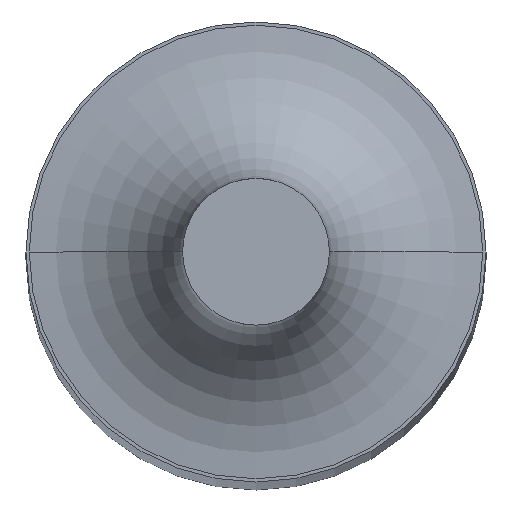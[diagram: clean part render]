
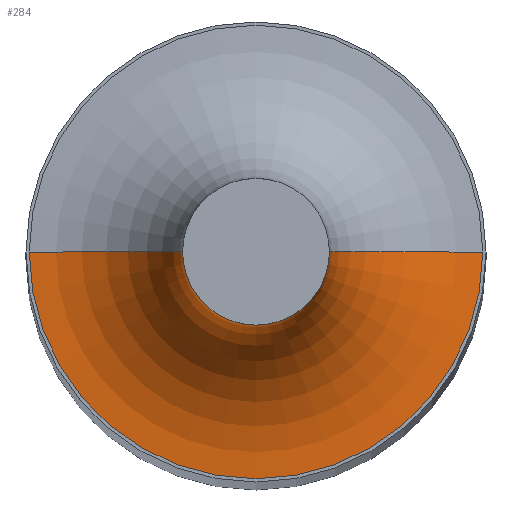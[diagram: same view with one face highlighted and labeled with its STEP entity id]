
A CAD part, top view. The second image highlights one B-rep face of the part: STEP entity #284.
In plain terms, the highlighted toroidal (fillet/blend) face has major radius 2.347 mm and minor radius 1.587 mm.
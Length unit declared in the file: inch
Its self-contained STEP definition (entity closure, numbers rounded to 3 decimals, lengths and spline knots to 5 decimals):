
#20 = EDGE_CURVE ( 'NONE', #43, #265, #238, .T. ) ;
#27 = CARTESIAN_POINT ( 'NONE',  ( 0., 0., 1.995 ) ) ;
#35 = ORIENTED_EDGE ( 'NONE', *, *, #319, .F. ) ;
#37 = ORIENTED_EDGE ( 'NONE', *, *, #49, .F. ) ;
#43 = VERTEX_POINT ( 'NONE', #376 ) ;
#49 = EDGE_CURVE ( 'NONE', #98, #340, #272, .T. ) ;
#50 = DIRECTION ( 'NONE',  ( 0., 1., 0. ) ) ;
#53 = TOROIDAL_SURFACE ( 'NONE', #154, 0.09241, 0.0625 ) ;
#82 = EDGE_CURVE ( 'NONE', #98, #43, #199, .T. ) ;
#93 = DIRECTION ( 'NONE',  ( -1., 0., 0. ) ) ;
#98 = VERTEX_POINT ( 'NONE', #314 ) ;
#130 = AXIS2_PLACEMENT_3D ( 'NONE', #403, #152, #374 ) ;
#131 = CIRCLE ( 'NONE', #375, 0.09241 ) ;
#140 = EDGE_LOOP ( 'NONE', ( #37, #147, #203, #35 ) ) ;
#147 = ORIENTED_EDGE ( 'NONE', *, *, #82, .T. ) ;
#152 = DIRECTION ( 'NONE',  ( 0., 0., -1. ) ) ;
#154 = AXIS2_PLACEMENT_3D ( 'NONE', #27, #202, #408 ) ;
#155 = CARTESIAN_POINT ( 'NONE',  ( -0.09241, 0., 1.9325 ) ) ;
#169 = CARTESIAN_POINT ( 'NONE',  ( 0., 0., 1.9325 ) ) ;
#194 = FACE_OUTER_BOUND ( 'NONE', #140, .T. ) ;
#199 = CIRCLE ( 'NONE', #130, 0.02991 ) ;
#202 = DIRECTION ( 'NONE',  ( 0., 0., 1. ) ) ;
#203 = ORIENTED_EDGE ( 'NONE', *, *, #20, .T. ) ;
#238 = CIRCLE ( 'NONE', #262, 0.0625 ) ;
#247 = CARTESIAN_POINT ( 'NONE',  ( 0.09241, 0., 1.995 ) ) ;
#250 = DIRECTION ( 'NONE',  ( 0., 0., 1. ) ) ;
#262 = AXIS2_PLACEMENT_3D ( 'NONE', #371, #50, #250 ) ;
#265 = VERTEX_POINT ( 'NONE', #155 ) ;
#272 = CIRCLE ( 'NONE', #295, 0.0625 ) ;
#275 = DIRECTION ( 'NONE',  ( 1., 0., 0. ) ) ;
#284 = ADVANCED_FACE ( 'NONE', ( #194 ), #53, .F. ) ;
#295 = AXIS2_PLACEMENT_3D ( 'NONE', #247, #348, #275 ) ;
#314 = CARTESIAN_POINT ( 'NONE',  ( 0.02991, 0., 1.995 ) ) ;
#319 = EDGE_CURVE ( 'NONE', #340, #265, #131, .T. ) ;
#340 = VERTEX_POINT ( 'NONE', #362 ) ;
#348 = DIRECTION ( 'NONE',  ( 0., -1., 0. ) ) ;
#362 = CARTESIAN_POINT ( 'NONE',  ( 0.09241, 0., 1.9325 ) ) ;
#371 = CARTESIAN_POINT ( 'NONE',  ( -0.09241, 0., 1.995 ) ) ;
#374 = DIRECTION ( 'NONE',  ( -1., 0., 0. ) ) ;
#375 = AXIS2_PLACEMENT_3D ( 'NONE', #169, #390, #93 ) ;
#376 = CARTESIAN_POINT ( 'NONE',  ( -0.02991, 0., 1.995 ) ) ;
#390 = DIRECTION ( 'NONE',  ( 0., 0., -1. ) ) ;
#403 = CARTESIAN_POINT ( 'NONE',  ( 0., 0., 1.995 ) ) ;
#408 = DIRECTION ( 'NONE',  ( -1., 0., 0. ) ) ;
